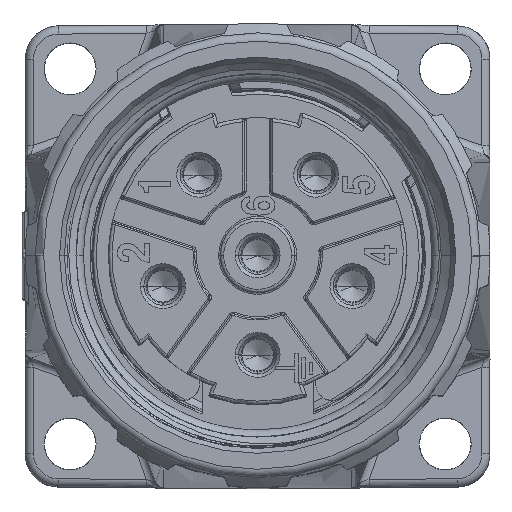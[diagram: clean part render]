
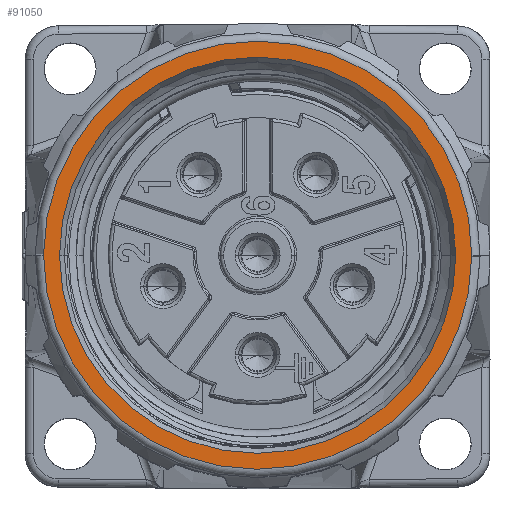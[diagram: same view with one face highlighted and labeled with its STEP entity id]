
A CAD part, top view. The second image highlights one B-rep face of the part: STEP entity #91050.
In plain terms, the highlighted planar face has unit normal (0, 0, 1).
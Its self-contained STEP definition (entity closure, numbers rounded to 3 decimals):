
#86347=CARTESIAN_POINT('',(0.,0.,45.75));
#86348=DIRECTION('',(0.,0.,1.));
#86349=DIRECTION('',(1.,-0.007,0.));
#86350=AXIS2_PLACEMENT_3D('',#86347,#86348,#86349);
#86367=CARTESIAN_POINT('',(0.,0.,45.75));
#86368=DIRECTION('',(0.,0.,-1.));
#86369=DIRECTION('',(1.,-0.007,0.));
#86370=AXIS2_PLACEMENT_3D('',#86367,#86368,#86369);
#86372=CARTESIAN_POINT('',(0.,0.,45.75));
#86373=DIRECTION('',(0.,0.,-1.));
#86374=DIRECTION('',(-1.,0.007,0.));
#86375=AXIS2_PLACEMENT_3D('',#86372,#86373,#86374);
#86377=CARTESIAN_POINT('',(0.,0.,45.75));
#86378=DIRECTION('',(0.,0.,1.));
#86379=DIRECTION('',(1.,0.,0.));
#86380=AXIS2_PLACEMENT_3D('',#86377,#86378,#86379);
#86382=CARTESIAN_POINT('',(0.,0.,45.75));
#86383=DIRECTION('',(0.,0.,1.));
#86384=DIRECTION('',(0.,1.,0.));
#86385=AXIS2_PLACEMENT_3D('',#86382,#86383,#86384);
#86387=CARTESIAN_POINT('',(0.,0.,45.75));
#86388=DIRECTION('',(0.,0.,1.));
#86389=DIRECTION('',(-1.,0.,0.));
#86390=AXIS2_PLACEMENT_3D('',#86387,#86388,#86389);
#86392=CARTESIAN_POINT('',(0.,0.,45.75));
#86393=DIRECTION('',(0.,0.,1.));
#86394=DIRECTION('',(0.,-1.,0.));
#86395=AXIS2_PLACEMENT_3D('',#86392,#86393,#86394);
#86397=CARTESIAN_POINT('',(0.,0.,45.75));
#86398=DIRECTION('',(0.,0.,1.));
#86399=DIRECTION('',(-1.,0.007,0.));
#86400=AXIS2_PLACEMENT_3D('',#86397,#86398,#86399);
#88540=CARTESIAN_POINT('',(12.9,-0.096,45.75));
#88541=CARTESIAN_POINT('',(-12.9,0.,45.75));
#88542=VERTEX_POINT('',#88540);
#88543=VERTEX_POINT('',#88541);
#88544=CARTESIAN_POINT('',(12.9,0.,45.75));
#88545=VERTEX_POINT('',#88544);
#88546=CARTESIAN_POINT('',(-12.9,0.096,45.75));
#88547=VERTEX_POINT('',#88546);
#88548=CARTESIAN_POINT('',(11.939,0.,45.75));
#88549=CARTESIAN_POINT('',(0.,11.939,45.75));
#88550=VERTEX_POINT('',#88548);
#88551=VERTEX_POINT('',#88549);
#88552=CARTESIAN_POINT('',(-11.939,0.,45.75));
#88553=VERTEX_POINT('',#88552);
#88554=CARTESIAN_POINT('',(0.,-11.939,45.75));
#88555=VERTEX_POINT('',#88554);
#91027=CARTESIAN_POINT('',(0.,0.,45.75));
#91028=DIRECTION('',(0.,0.,-1.));
#91029=DIRECTION('',(1.,0.,0.));
#91030=AXIS2_PLACEMENT_3D('',#91027,#91028,#91029);
#91031=PLANE('',#91030);
#91032=ORIENTED_EDGE('',*,*,#91009,.F.);
#91033=ORIENTED_EDGE('',*,*,#91007,.T.);
#91035=ORIENTED_EDGE('',*,*,#91034,.F.);
#91037=ORIENTED_EDGE('',*,*,#91036,.T.);
#91038=EDGE_LOOP('',(#91032,#91033,#91035,#91037));
#91039=FACE_OUTER_BOUND('',#91038,.F.);
#91041=ORIENTED_EDGE('',*,*,#91040,.T.);
#91043=ORIENTED_EDGE('',*,*,#91042,.T.);
#91045=ORIENTED_EDGE('',*,*,#91044,.T.);
#91047=ORIENTED_EDGE('',*,*,#91046,.T.);
#91048=EDGE_LOOP('',(#91041,#91043,#91045,#91047));
#91049=FACE_BOUND('',#91048,.F.);
#91050=ADVANCED_FACE('',(#91039,#91049),#91031,.F.);
#86351=CIRCLE('',#86350,12.9);
#86371=CIRCLE('',#86370,12.9);
#86376=CIRCLE('',#86375,12.9);
#86381=CIRCLE('',#86380,11.939);
#86386=CIRCLE('',#86385,11.939);
#86391=CIRCLE('',#86390,11.939);
#86396=CIRCLE('',#86395,11.939);
#86401=CIRCLE('',#86400,12.9);
#91007=EDGE_CURVE('',#88542,#88543,#86371,.T.);
#91009=EDGE_CURVE('',#88542,#88545,#86351,.T.);
#91034=EDGE_CURVE('',#88547,#88543,#86401,.T.);
#91036=EDGE_CURVE('',#88547,#88545,#86376,.T.);
#91040=EDGE_CURVE('',#88550,#88551,#86381,.T.);
#91042=EDGE_CURVE('',#88551,#88553,#86386,.T.);
#91044=EDGE_CURVE('',#88553,#88555,#86391,.T.);
#91046=EDGE_CURVE('',#88555,#88550,#86396,.T.);
